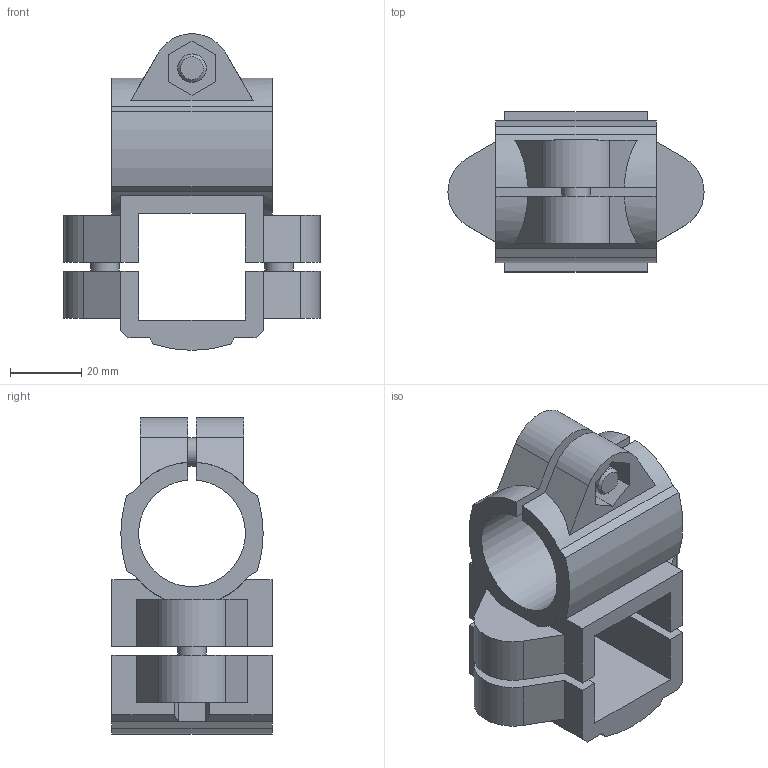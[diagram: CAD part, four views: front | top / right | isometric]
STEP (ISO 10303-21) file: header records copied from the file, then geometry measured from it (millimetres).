
FILE_DESCRIPTION( ( 'STEP AP214' ), '1' );
FILE_NAME( 'K0474.3030.stp', '2020-12-08T09:32:07', ( '' ), ( '' ), ' ', 'PARTsolutions', ' ' );
FILE_SCHEMA( ( 'AUTOMOTIVE_DESIGN { 1 0 10303 214 1 1 1 1 }' ) );
Length unit declared in the file: millimetre
Products named in the file (1): _K0474.3030
Bounding box: 72 x 45 x 89 mm (x, y, z)
Volume: 76666 mm3; surface area: 30785.5 mm2
Topology: 1 solids, 1 shells, 133 faces, 363 edges, 243 vertices
Faces by surface type: plane 111, cylinder 21, cone 1
Full cylindrical faces by diameter (mm): 8 x4, 13 x3
Entity records: 5184 total; most frequent: CARTESIAN_POINT 724, ORIENTED_EDGE 702, DIRECTION 670, EDGE_CURVE 351, LINE 300, VECTOR 300, VERTEX_POINT 239, AXIS2_PLACEMENT_3D 185
